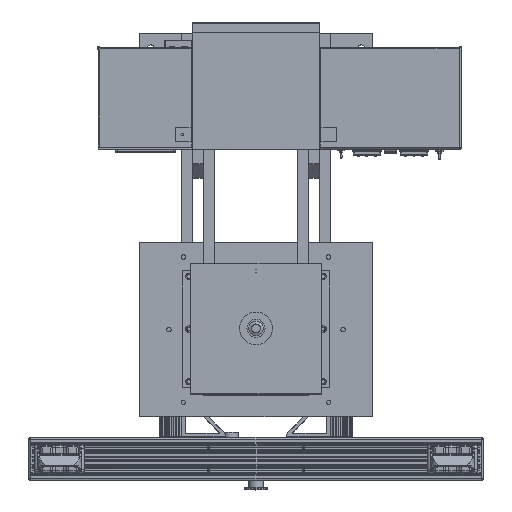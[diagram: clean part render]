
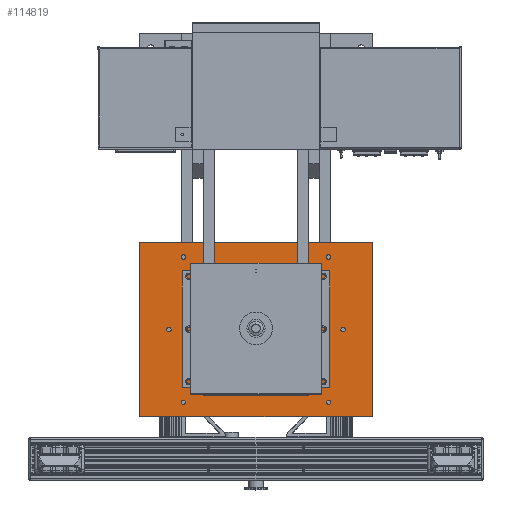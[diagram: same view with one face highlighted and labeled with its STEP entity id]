
A CAD part, top view. The second image highlights one B-rep face of the part: STEP entity #114819.
In plain terms, the highlighted planar face has unit normal (0, 0, 1).
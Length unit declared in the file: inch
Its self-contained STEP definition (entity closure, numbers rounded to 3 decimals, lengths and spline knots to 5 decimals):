
#114670=CARTESIAN_POINT('',(12.75,29.625,-36.5));
#114671=VERTEX_POINT('',#114670);
#114672=CARTESIAN_POINT('',(12.75,17.625,-36.5));
#114673=VERTEX_POINT('',#114672);
#114674=CARTESIAN_POINT('',(12.75,29.625,-36.5));
#114675=DIRECTION('',(0.,-1.,0.));
#114676=VECTOR('',#114675,1.);
#114677=LINE('',#114674,#114676);
#114678=EDGE_CURVE('',#114671,#114673,#114677,.T.);
#114679=ORIENTED_EDGE('',*,*,#114678,.F.);
#114680=CARTESIAN_POINT('',(-3.25,29.625,-36.5));
#114681=VERTEX_POINT('',#114680);
#114682=CARTESIAN_POINT('',(-3.25,29.625,-36.5));
#114683=DIRECTION('',(1.,0.,0.));
#114684=VECTOR('',#114683,1.);
#114685=LINE('',#114682,#114684);
#114686=EDGE_CURVE('',#114681,#114671,#114685,.T.);
#114687=ORIENTED_EDGE('',*,*,#114686,.F.);
#114688=CARTESIAN_POINT('',(-3.25,17.625,-36.5));
#114689=VERTEX_POINT('',#114688);
#114690=CARTESIAN_POINT('',(-3.25,17.625,-36.5));
#114691=DIRECTION('',(0.,1.,0.));
#114692=VECTOR('',#114691,1.);
#114693=LINE('',#114690,#114692);
#114694=EDGE_CURVE('',#114689,#114681,#114693,.T.);
#114695=ORIENTED_EDGE('',*,*,#114694,.F.);
#114696=CARTESIAN_POINT('',(12.75,17.625,-36.5));
#114697=DIRECTION('',(-1.,0.,0.));
#114698=VECTOR('',#114697,1.);
#114699=LINE('',#114696,#114698);
#114700=EDGE_CURVE('',#114673,#114689,#114699,.T.);
#114701=ORIENTED_EDGE('',*,*,#114700,.F.);
#114702=EDGE_LOOP('',(#114679,#114687,#114695,#114701));
#114703=FACE_OUTER_BOUND('',#114702,.T.);
#114704=CARTESIAN_POINT('',(8.4065,23.625,-36.5));
#114705=VERTEX_POINT('',#114704);
#114706=CARTESIAN_POINT('',(8.25,23.625,-36.5));
#114707=DIRECTION('',(0.,0.,-1.));
#114708=DIRECTION('',(1.,0.,0.));
#114709=AXIS2_PLACEMENT_3D('',#114706,#114707,#114708);
#114710=CIRCLE('',#114709,0.1565);
#114711=EDGE_CURVE('',#114705,#114705,#114710,.T.);
#114712=ORIENTED_EDGE('',*,*,#114711,.T.);
#114713=EDGE_LOOP('',(#114712));
#114714=FACE_BOUND('',#114713,.T.);
#114715=CARTESIAN_POINT('',(9.9065,18.625,-36.5));
#114716=VERTEX_POINT('',#114715);
#114717=CARTESIAN_POINT('',(9.75,18.625,-36.5));
#114718=DIRECTION('',(0.,0.,-1.));
#114719=DIRECTION('',(1.,0.,0.));
#114720=AXIS2_PLACEMENT_3D('',#114717,#114718,#114719);
#114721=CIRCLE('',#114720,0.1565);
#114722=EDGE_CURVE('',#114716,#114716,#114721,.T.);
#114723=ORIENTED_EDGE('',*,*,#114722,.T.);
#114724=EDGE_LOOP('',(#114723));
#114725=FACE_BOUND('',#114724,.T.);
#114726=CARTESIAN_POINT('',(4.9065,20.125,-36.5));
#114727=VERTEX_POINT('',#114726);
#114728=CARTESIAN_POINT('',(4.75,20.125,-36.5));
#114729=DIRECTION('',(0.,0.,-1.));
#114730=DIRECTION('',(1.,0.,0.));
#114731=AXIS2_PLACEMENT_3D('',#114728,#114729,#114730);
#114732=CIRCLE('',#114731,0.1565);
#114733=EDGE_CURVE('',#114727,#114727,#114732,.T.);
#114734=ORIENTED_EDGE('',*,*,#114733,.T.);
#114735=EDGE_LOOP('',(#114734));
#114736=FACE_BOUND('',#114735,.T.);
#114737=CARTESIAN_POINT('',(-0.0935,18.625,-36.5));
#114738=VERTEX_POINT('',#114737);
#114739=CARTESIAN_POINT('',(-0.25,18.625,-36.5));
#114740=DIRECTION('',(0.,0.,-1.));
#114741=DIRECTION('',(1.,0.,0.));
#114742=AXIS2_PLACEMENT_3D('',#114739,#114740,#114741);
#114743=CIRCLE('',#114742,0.1565);
#114744=EDGE_CURVE('',#114738,#114738,#114743,.T.);
#114745=ORIENTED_EDGE('',*,*,#114744,.T.);
#114746=EDGE_LOOP('',(#114745));
#114747=FACE_BOUND('',#114746,.T.);
#114748=CARTESIAN_POINT('',(1.4065,23.625,-36.5));
#114749=VERTEX_POINT('',#114748);
#114750=CARTESIAN_POINT('',(1.25,23.625,-36.5));
#114751=DIRECTION('',(0.,0.,-1.));
#114752=DIRECTION('',(1.,0.,0.));
#114753=AXIS2_PLACEMENT_3D('',#114750,#114751,#114752);
#114754=CIRCLE('',#114753,0.1565);
#114755=EDGE_CURVE('',#114749,#114749,#114754,.T.);
#114756=ORIENTED_EDGE('',*,*,#114755,.T.);
#114757=EDGE_LOOP('',(#114756));
#114758=FACE_BOUND('',#114757,.T.);
#114759=CARTESIAN_POINT('',(-1.0935,23.625,-36.5));
#114760=VERTEX_POINT('',#114759);
#114761=CARTESIAN_POINT('',(-1.25,23.625,-36.5));
#114762=DIRECTION('',(0.,0.,-1.));
#114763=DIRECTION('',(1.,0.,0.));
#114764=AXIS2_PLACEMENT_3D('',#114761,#114762,#114763);
#114765=CIRCLE('',#114764,0.1565);
#114766=EDGE_CURVE('',#114760,#114760,#114765,.T.);
#114767=ORIENTED_EDGE('',*,*,#114766,.T.);
#114768=EDGE_LOOP('',(#114767));
#114769=FACE_BOUND('',#114768,.T.);
#114770=CARTESIAN_POINT('',(-0.0935,28.625,-36.5));
#114771=VERTEX_POINT('',#114770);
#114772=CARTESIAN_POINT('',(-0.25,28.625,-36.5));
#114773=DIRECTION('',(0.,0.,-1.));
#114774=DIRECTION('',(1.,0.,0.));
#114775=AXIS2_PLACEMENT_3D('',#114772,#114773,#114774);
#114776=CIRCLE('',#114775,0.1565);
#114777=EDGE_CURVE('',#114771,#114771,#114776,.T.);
#114778=ORIENTED_EDGE('',*,*,#114777,.T.);
#114779=EDGE_LOOP('',(#114778));
#114780=FACE_BOUND('',#114779,.T.);
#114781=CARTESIAN_POINT('',(4.9065,27.125,-36.5));
#114782=VERTEX_POINT('',#114781);
#114783=CARTESIAN_POINT('',(4.75,27.125,-36.5));
#114784=DIRECTION('',(0.,0.,-1.));
#114785=DIRECTION('',(1.,0.,0.));
#114786=AXIS2_PLACEMENT_3D('',#114783,#114784,#114785);
#114787=CIRCLE('',#114786,0.1565);
#114788=EDGE_CURVE('',#114782,#114782,#114787,.T.);
#114789=ORIENTED_EDGE('',*,*,#114788,.T.);
#114790=EDGE_LOOP('',(#114789));
#114791=FACE_BOUND('',#114790,.T.);
#114792=CARTESIAN_POINT('',(9.9065,28.625,-36.5));
#114793=VERTEX_POINT('',#114792);
#114794=CARTESIAN_POINT('',(9.75,28.625,-36.5));
#114795=DIRECTION('',(0.,0.,-1.));
#114796=DIRECTION('',(1.,0.,0.));
#114797=AXIS2_PLACEMENT_3D('',#114794,#114795,#114796);
#114798=CIRCLE('',#114797,0.1565);
#114799=EDGE_CURVE('',#114793,#114793,#114798,.T.);
#114800=ORIENTED_EDGE('',*,*,#114799,.T.);
#114801=EDGE_LOOP('',(#114800));
#114802=FACE_BOUND('',#114801,.T.);
#114803=CARTESIAN_POINT('',(10.9065,23.625,-36.5));
#114804=VERTEX_POINT('',#114803);
#114805=CARTESIAN_POINT('',(10.75,23.625,-36.5));
#114806=DIRECTION('',(0.,0.,-1.));
#114807=DIRECTION('',(1.,0.,0.));
#114808=AXIS2_PLACEMENT_3D('',#114805,#114806,#114807);
#114809=CIRCLE('',#114808,0.1565);
#114810=EDGE_CURVE('',#114804,#114804,#114809,.T.);
#114811=ORIENTED_EDGE('',*,*,#114810,.T.);
#114812=EDGE_LOOP('',(#114811));
#114813=FACE_BOUND('',#114812,.T.);
#114814=CARTESIAN_POINT('',(4.75,23.625,-36.5));
#114815=DIRECTION('',(0.,0.,1.));
#114816=DIRECTION('',(1.,0.,0.));
#114817=AXIS2_PLACEMENT_3D('',#114814,#114815,#114816);
#114818=PLANE('',#114817);
#114819=ADVANCED_FACE('',(#114703,#114714,#114725,#114736,#114747,#114758,#114769,#114780,#114791,#114802,#114813),#114818,.T.);
